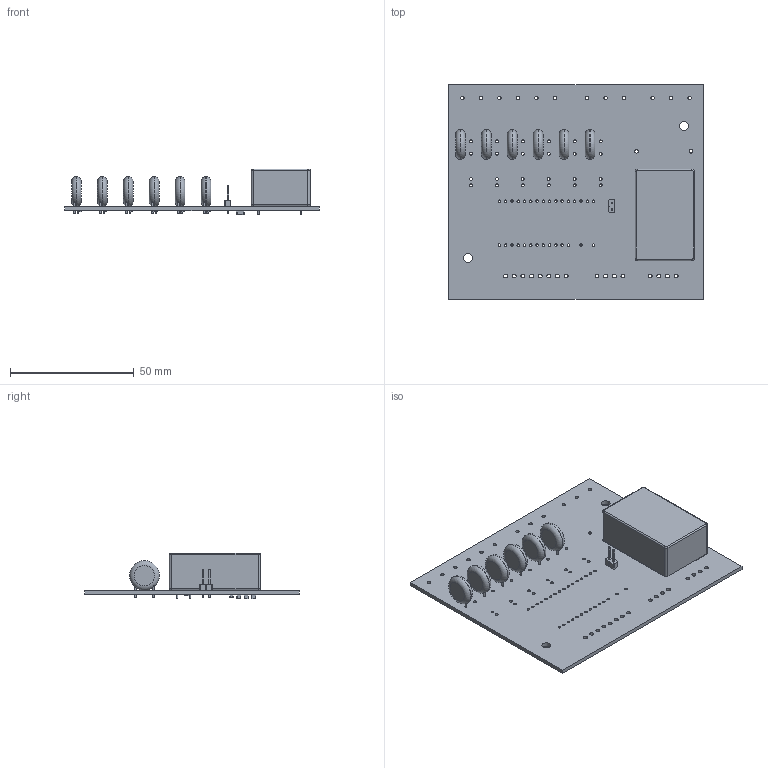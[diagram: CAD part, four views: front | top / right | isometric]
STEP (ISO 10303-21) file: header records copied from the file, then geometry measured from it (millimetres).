
FILE_DESCRIPTION(('KiCad electronic assembly'),'2;1');
FILE_NAME('thermodrive.step','2020-10-18T00:36:28',('An Author'),( 'A Company'),'Open CASCADE STEP processor 6.9', 'KiCad to STEP converter','Unknown');
FILE_SCHEMA(('AUTOMOTIVE_DESIGN { 1 0 10303 214 1 1 1 1 }'));
Length unit declared in the file: millimetre
Products named in the file (14): Open CASCADE STEP translator 6.9 1; R_0805_2012Metric; SOLID; PinHeader_1x02_P2.54mm_Vertical; C_1206_3216Metric; RV_Disc_D12mm_W3.9mm_P7.5mm; Converter_ACDC_MeanWell_IRM-03-xx_THT; C_0805_2012Metric; COMPOUND
Assembly tree (25 placements, depth 3):
  Open CASCADE STEP translator 6.9 1
    R_0805_2012Metric  x6
      SOLID
    PinHeader_1x02_P2.54mm_Vertical
      SOLID
    C_1206_3216Metric  x3
      SOLID
    RV_Disc_D12mm_W3.9mm_P7.5mm  x6
      SOLID
    Converter_ACDC_MeanWell_IRM-03-xx_THT
      SOLID
    C_0805_2012Metric
      SOLID
    COMPOUND
Bounding box: 103 x 87 x 18.5 mm (x, y, z)
Volume: 29838.8 mm3; surface area: 24669 mm2
Topology: 19 solids, 19 shells, 538 faces, 1340 edges, 869 vertices
Faces by surface type: plane 265, cylinder 236, torus 37
Full cylindrical faces by diameter (mm): 0.6 x5, 0.72 x12, 0.76 x3, 0.8 x14, 1 x32, 1.15 x24, 1.4 x12, 1.5 x2, 1.6 x16, 3.5 x2, 12 x6
Entity records: 21697 total; most frequent: CARTESIAN_POINT 3867, DIRECTION 3218, LINE 1637, VECTOR 1637, ORIENTED_EDGE 1522, PCURVE 1522, DEFINITIONAL_REPRESENTATION 1522, EDGE_CURVE 761
